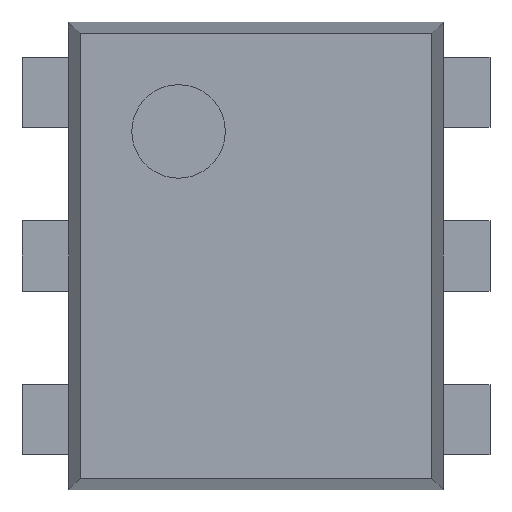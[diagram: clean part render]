
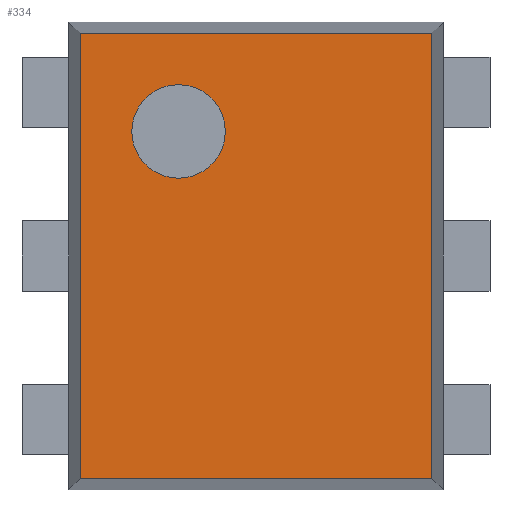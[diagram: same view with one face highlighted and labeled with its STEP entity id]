
A CAD part, top view. The second image highlights one B-rep face of the part: STEP entity #334.
In plain terms, the highlighted planar face has unit normal (0, 0, 1).
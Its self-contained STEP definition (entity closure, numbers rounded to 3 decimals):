
#79=VECTOR('',#80,1.);
#80=DIRECTION('',(0.,1.,0.));
#163=VERTEX_POINT('',#164);
#164=CARTESIAN_POINT('',(0.376,0.476,0.45));
#166=ORIENTED_EDGE('',*,*,#167,.F.);
#167=EDGE_CURVE('',#168,#163,#170,.T.);
#168=VERTEX_POINT('',#169);
#169=CARTESIAN_POINT('',(0.376,-0.476,0.45));
#170=LINE('',#169,#79);
#196=VECTOR('',#197,1.);
#197=DIRECTION('',(0.,-1.,0.));
#201=VECTOR('',#202,1.);
#202=DIRECTION('',(-1.,0.,0.));
#227=VECTOR('',#228,1.);
#228=DIRECTION('',(1.,0.,0.));
#258=DIRECTION('',(0.,0.,-1.));
#304=ORIENTED_EDGE('',*,*,#305,.F.);
#305=EDGE_CURVE('',#306,#168,#308,.T.);
#306=VERTEX_POINT('',#307);
#307=CARTESIAN_POINT('',(-0.376,-0.476,0.45));
#308=LINE('',#307,#227);
#334=ADVANCED_FACE('',(#335,#345),#355,.F.);
#335=FACE_BOUND('',#336,.F.);
#336=EDGE_LOOP('',(#337,#342,#166,#304));
#337=ORIENTED_EDGE('',*,*,#338,.F.);
#338=EDGE_CURVE('',#339,#306,#341,.T.);
#339=VERTEX_POINT('',#340);
#340=CARTESIAN_POINT('',(-0.376,0.476,0.45));
#341=LINE('',#340,#196);
#342=ORIENTED_EDGE('',*,*,#343,.F.);
#343=EDGE_CURVE('',#163,#339,#344,.T.);
#344=LINE('',#164,#201);
#345=FACE_BOUND('',#346,.F.);
#346=EDGE_LOOP('',(#347));
#347=ORIENTED_EDGE('',*,*,#348,.T.);
#348=EDGE_CURVE('',#349,#349,#351,.T.);
#349=VERTEX_POINT('',#350);
#350=CARTESIAN_POINT('',(-0.166,0.166,0.45));
#351=CIRCLE('',#352,0.1);
#352=AXIS2_PLACEMENT_3D('',#353,#354,#197);
#353=CARTESIAN_POINT('',(-0.166,0.266,0.45));
#354=DIRECTION('',(-0.,0.,1.));
#355=PLANE('',#356);
#356=AXIS2_PLACEMENT_3D('',#340,#258,#357);
#357=DIRECTION('',(0.62,-0.785,0.));
